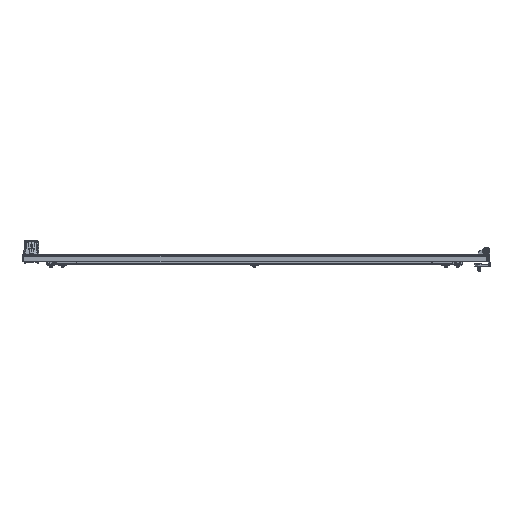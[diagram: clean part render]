
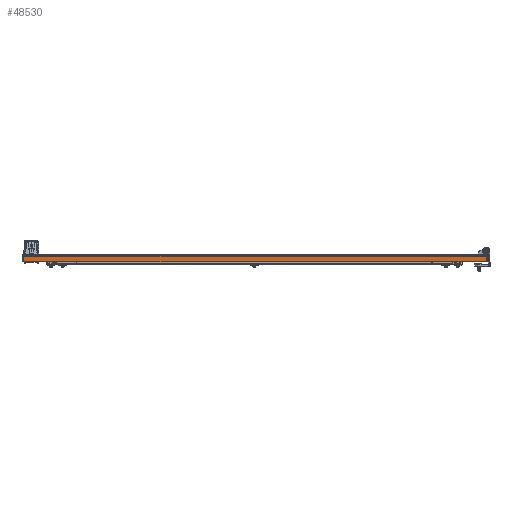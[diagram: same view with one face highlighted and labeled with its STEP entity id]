
A CAD part, front view. The second image highlights one B-rep face of the part: STEP entity #48530.
In plain terms, the highlighted planar face has unit normal (0, -1, 0).
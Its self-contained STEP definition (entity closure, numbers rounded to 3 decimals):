
#967 = ORIENTED_EDGE ( 'NONE', *, *, #78058, .F. ) ;
#7734 = LINE ( 'NONE', #40912, #82646 ) ;
#8496 = DIRECTION ( 'NONE',  ( -1., 0., 0. ) ) ;
#14349 = EDGE_LOOP ( 'NONE', ( #84485, #967, #14611, #65579 ) ) ;
#14611 = ORIENTED_EDGE ( 'NONE', *, *, #40347, .F. ) ;
#20963 = VECTOR ( 'NONE', #37839, 1000. ) ;
#22847 = VERTEX_POINT ( 'NONE', #43135 ) ;
#25386 = PLANE ( 'NONE',  #43051 ) ;
#26333 = DIRECTION ( 'NONE',  ( 0., 0., 1. ) ) ;
#28738 = CARTESIAN_POINT ( 'NONE',  ( -493., -795., -4. ) ) ;
#32881 = VERTEX_POINT ( 'NONE', #28738 ) ;
#33656 = DIRECTION ( 'NONE',  ( 1., 0., 0. ) ) ;
#34373 = EDGE_CURVE ( 'NONE', #22847, #67310, #64390, .T. ) ;
#35776 = CARTESIAN_POINT ( 'NONE',  ( 495., -795., -15.8 ) ) ;
#37839 = DIRECTION ( 'NONE',  ( 0., 0., 1. ) ) ;
#40347 = EDGE_CURVE ( 'NONE', #67310, #32881, #44189, .T. ) ;
#40912 = CARTESIAN_POINT ( 'NONE',  ( 0., -795., -4. ) ) ;
#41559 = CARTESIAN_POINT ( 'NONE',  ( -493., -795., -15.8 ) ) ;
#43051 = AXIS2_PLACEMENT_3D ( 'NONE', #59942, #52672, #47178 ) ;
#43135 = CARTESIAN_POINT ( 'NONE',  ( 493., -795., -15.8 ) ) ;
#44189 = LINE ( 'NONE', #85137, #20963 ) ;
#46768 = LINE ( 'NONE', #47229, #62597 ) ;
#47178 = DIRECTION ( 'NONE',  ( 0., 0., 1. ) ) ;
#47229 = CARTESIAN_POINT ( 'NONE',  ( 493., -795., 0. ) ) ;
#48530 = ADVANCED_FACE ( 'NONE', ( #74476 ), #25386, .F. ) ;
#52672 = DIRECTION ( 'NONE',  ( 0., 1., 0. ) ) ;
#59942 = CARTESIAN_POINT ( 'NONE',  ( 0., -795., 0. ) ) ;
#62597 = VECTOR ( 'NONE', #26333, 1000. ) ;
#63747 = VERTEX_POINT ( 'NONE', #87268 ) ;
#64390 = LINE ( 'NONE', #35776, #83988 ) ;
#65579 = ORIENTED_EDGE ( 'NONE', *, *, #34373, .F. ) ;
#67310 = VERTEX_POINT ( 'NONE', #41559 ) ;
#74476 = FACE_OUTER_BOUND ( 'NONE', #14349, .T. ) ;
#78058 = EDGE_CURVE ( 'NONE', #32881, #63747, #7734, .T. ) ;
#81824 = EDGE_CURVE ( 'NONE', #22847, #63747, #46768, .T. ) ;
#82646 = VECTOR ( 'NONE', #33656, 1000. ) ;
#83988 = VECTOR ( 'NONE', #8496, 1000. ) ;
#84485 = ORIENTED_EDGE ( 'NONE', *, *, #81824, .T. ) ;
#85137 = CARTESIAN_POINT ( 'NONE',  ( -493., -795., 0. ) ) ;
#87268 = CARTESIAN_POINT ( 'NONE',  ( 493., -795., -4. ) ) ;
